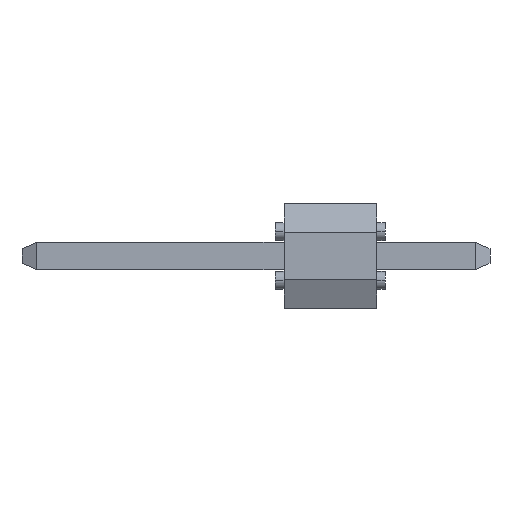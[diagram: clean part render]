
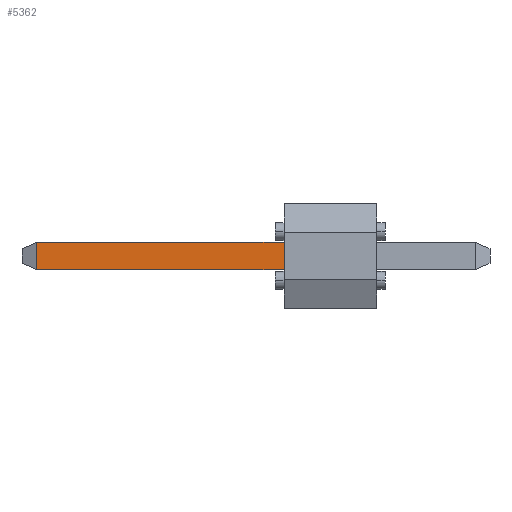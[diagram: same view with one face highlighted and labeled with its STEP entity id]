
A CAD part, left-side view. The second image highlights one B-rep face of the part: STEP entity #5362.
In plain terms, the highlighted planar face has unit normal (-1, 0, 0).
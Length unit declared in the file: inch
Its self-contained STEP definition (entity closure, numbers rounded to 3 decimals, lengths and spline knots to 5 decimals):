
#881=DIRECTION('',(0.,0.,1.));
#882=VECTOR('',#881,0.025);
#883=CARTESIAN_POINT('',(-0.0125,0.084,-0.0125));
#884=LINE('3146',#883,#882);
#1549=DIRECTION('',(0.,1.,0.));
#1550=VECTOR('',#1549,0.2252);
#1551=CARTESIAN_POINT('',(-0.0125,0.084,-0.0125));
#1552=LINE('3153',#1551,#1550);
#1565=DIRECTION('',(0.,1.,0.));
#1566=VECTOR('',#1565,0.2252);
#1567=CARTESIAN_POINT('',(-0.0125,0.084,0.0125));
#1568=LINE('3155',#1567,#1566);
#1645=DIRECTION('',(0.,0.,-1.));
#1646=VECTOR('',#1645,0.025);
#1647=CARTESIAN_POINT('',(-0.0125,0.3092,0.0125));
#1648=LINE('2612',#1647,#1646);
#2795=CARTESIAN_POINT('',(-0.0125,0.3092,-0.0125));
#2797=VERTEX_POINT('',#2795);
#2815=CARTESIAN_POINT('',(-0.0125,0.3092,0.0125));
#2816=VERTEX_POINT('',#2815);
#3066=CARTESIAN_POINT('',(-0.0125,0.084,-0.0125));
#3068=VERTEX_POINT('',#3066);
#3071=CARTESIAN_POINT('',(-0.0125,0.084,0.0125));
#3072=VERTEX_POINT('',#3071);
#5349=CARTESIAN_POINT('',(-0.0125,0.1095,0.));
#5350=DIRECTION('',(1.,0.,0.));
#5351=DIRECTION('',(0.,0.,1.));
#5352=AXIS2_PLACEMENT_3D('',#5349,#5350,#5351);
#5353=PLANE('2980',#5352);
#5354=ORIENTED_EDGE('3146',*,*,#4159,.F.);
#5355=ORIENTED_EDGE('3153',*,*,#5330,.T.);
#5357=ORIENTED_EDGE('2612',*,*,#5356,.F.);
#5359=ORIENTED_EDGE('3155',*,*,#5358,.F.);
#5360=EDGE_LOOP('2980',(#5354,#5355,#5357,#5359));
#5361=FACE_OUTER_BOUND('2980',#5360,.F.);
#5362=ADVANCED_FACE('2980',(#5361),#5353,.F.);
#4159=EDGE_CURVE('3146',#3068,#3072,#884,.T.);
#5330=EDGE_CURVE('3153',#3068,#2797,#1552,.T.);
#5356=EDGE_CURVE('2612',#2816,#2797,#1648,.T.);
#5358=EDGE_CURVE('3155',#3072,#2816,#1568,.T.);
